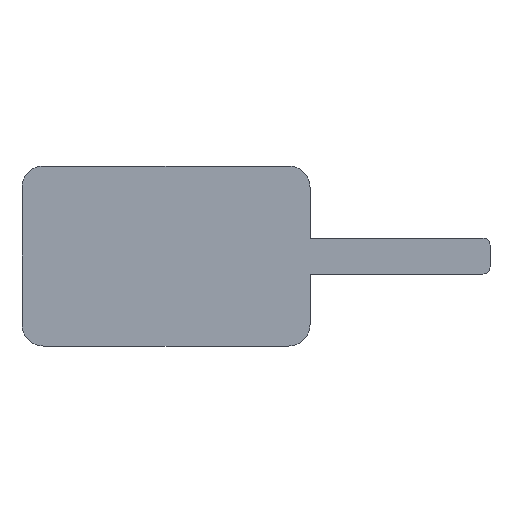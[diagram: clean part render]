
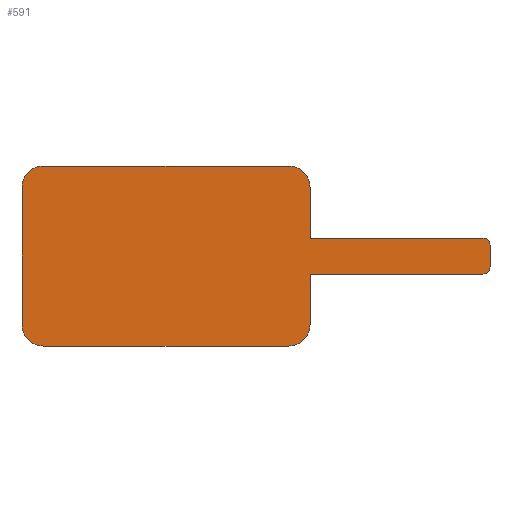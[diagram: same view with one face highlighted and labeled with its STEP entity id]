
A CAD part, front view. The second image highlights one B-rep face of the part: STEP entity #591.
In plain terms, the highlighted planar face has unit normal (0, -1, 0).
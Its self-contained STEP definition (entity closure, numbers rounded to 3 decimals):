
#22=CIRCLE('',#635,1.);
#31=CIRCLE('',#651,1.);
#32=CIRCLE('',#652,3.);
#33=CIRCLE('',#653,3.);
#34=CIRCLE('',#654,3.);
#35=CIRCLE('',#655,3.);
#73=FACE_OUTER_BOUND('',#108,.T.);
#108=EDGE_LOOP('',(#444,#445,#446,#447,#448,#449,#450,#451,#452,#453,#454,
#455,#456,#457));
#155=LINE('',#949,#213);
#157=LINE('',#953,#215);
#158=LINE('',#957,#216);
#159=LINE('',#959,#217);
#160=LINE('',#963,#218);
#161=LINE('',#967,#219);
#162=LINE('',#971,#220);
#163=LINE('',#974,#221);
#213=VECTOR('',#762,10.);
#215=VECTOR('',#766,10.);
#216=VECTOR('',#769,10.);
#217=VECTOR('',#770,10.);
#218=VECTOR('',#773,10.);
#219=VECTOR('',#776,10.);
#220=VECTOR('',#779,10.);
#221=VECTOR('',#782,10.);
#259=VERTEX_POINT('',#915);
#260=VERTEX_POINT('',#916);
#271=VERTEX_POINT('',#948);
#272=VERTEX_POINT('',#952);
#273=VERTEX_POINT('',#954);
#274=VERTEX_POINT('',#956);
#275=VERTEX_POINT('',#958);
#276=VERTEX_POINT('',#960);
#277=VERTEX_POINT('',#962);
#278=VERTEX_POINT('',#964);
#279=VERTEX_POINT('',#966);
#280=VERTEX_POINT('',#968);
#281=VERTEX_POINT('',#970);
#282=VERTEX_POINT('',#972);
#319=EDGE_CURVE('',#259,#260,#22,.T.);
#335=EDGE_CURVE('',#260,#271,#155,.T.);
#337=EDGE_CURVE('',#272,#259,#157,.T.);
#338=EDGE_CURVE('',#273,#272,#31,.T.);
#339=EDGE_CURVE('',#274,#273,#158,.T.);
#340=EDGE_CURVE('',#275,#274,#159,.T.);
#341=EDGE_CURVE('',#276,#275,#32,.T.);
#342=EDGE_CURVE('',#277,#276,#160,.T.);
#343=EDGE_CURVE('',#278,#277,#33,.T.);
#344=EDGE_CURVE('',#279,#278,#161,.T.);
#345=EDGE_CURVE('',#280,#279,#34,.T.);
#346=EDGE_CURVE('',#281,#280,#162,.T.);
#347=EDGE_CURVE('',#282,#281,#35,.T.);
#348=EDGE_CURVE('',#271,#282,#163,.T.);
#444=ORIENTED_EDGE('',*,*,#319,.F.);
#445=ORIENTED_EDGE('',*,*,#337,.F.);
#446=ORIENTED_EDGE('',*,*,#338,.F.);
#447=ORIENTED_EDGE('',*,*,#339,.F.);
#448=ORIENTED_EDGE('',*,*,#340,.F.);
#449=ORIENTED_EDGE('',*,*,#341,.F.);
#450=ORIENTED_EDGE('',*,*,#342,.F.);
#451=ORIENTED_EDGE('',*,*,#343,.F.);
#452=ORIENTED_EDGE('',*,*,#344,.F.);
#453=ORIENTED_EDGE('',*,*,#345,.F.);
#454=ORIENTED_EDGE('',*,*,#346,.F.);
#455=ORIENTED_EDGE('',*,*,#347,.F.);
#456=ORIENTED_EDGE('',*,*,#348,.F.);
#457=ORIENTED_EDGE('',*,*,#335,.F.);
#567=PLANE('',#650);
#591=ADVANCED_FACE('',(#73),#567,.F.);
#635=AXIS2_PLACEMENT_3D('',#917,#726,#727);
#650=AXIS2_PLACEMENT_3D('',#951,#764,#765);
#651=AXIS2_PLACEMENT_3D('',#955,#767,#768);
#652=AXIS2_PLACEMENT_3D('',#961,#771,#772);
#653=AXIS2_PLACEMENT_3D('',#965,#774,#775);
#654=AXIS2_PLACEMENT_3D('',#969,#777,#778);
#655=AXIS2_PLACEMENT_3D('',#973,#780,#781);
#726=DIRECTION('center_axis',(0.,1.,0.));
#727=DIRECTION('ref_axis',(0.707,0.,-0.707));
#762=DIRECTION('',(-1.,0.,0.));
#764=DIRECTION('center_axis',(0.,1.,0.));
#765=DIRECTION('ref_axis',(1.,0.,0.));
#766=DIRECTION('',(0.,0.,-1.));
#767=DIRECTION('center_axis',(0.,1.,0.));
#768=DIRECTION('ref_axis',(0.707,0.,0.707));
#769=DIRECTION('',(1.,0.,0.));
#770=DIRECTION('',(0.,0.,-1.));
#771=DIRECTION('center_axis',(0.,1.,0.));
#772=DIRECTION('ref_axis',(0.707,0.,0.707));
#773=DIRECTION('',(1.,0.,0.));
#774=DIRECTION('center_axis',(0.,1.,0.));
#775=DIRECTION('ref_axis',(-0.707,0.,0.707));
#776=DIRECTION('',(0.,0.,1.));
#777=DIRECTION('center_axis',(0.,1.,0.));
#778=DIRECTION('ref_axis',(-0.707,0.,-0.707));
#779=DIRECTION('',(-1.,0.,0.));
#780=DIRECTION('center_axis',(0.,1.,0.));
#781=DIRECTION('ref_axis',(0.707,0.,-0.707));
#782=DIRECTION('',(0.,0.,-1.));
#915=CARTESIAN_POINT('',(65.,0.,-14.));
#916=CARTESIAN_POINT('',(64.,0.,-15.));
#917=CARTESIAN_POINT('Origin',(64.,0.,-14.));
#948=CARTESIAN_POINT('',(40.,0.,-15.));
#949=CARTESIAN_POINT('',(65.,0.,-15.));
#951=CARTESIAN_POINT('Origin',(32.5,0.,-12.5));
#952=CARTESIAN_POINT('',(65.,0.,-11.));
#953=CARTESIAN_POINT('',(65.,0.,-10.));
#954=CARTESIAN_POINT('',(64.,0.,-10.));
#955=CARTESIAN_POINT('Origin',(64.,0.,-11.));
#956=CARTESIAN_POINT('',(40.,0.,-10.));
#957=CARTESIAN_POINT('',(15.,0.,-10.));
#958=CARTESIAN_POINT('',(40.,0.,-3.));
#959=CARTESIAN_POINT('',(40.,0.,0.));
#960=CARTESIAN_POINT('',(37.,0.,0.));
#961=CARTESIAN_POINT('Origin',(37.,0.,-3.));
#962=CARTESIAN_POINT('',(3.,0.,0.));
#963=CARTESIAN_POINT('',(0.,0.,0.));
#964=CARTESIAN_POINT('',(0.,0.,-3.));
#965=CARTESIAN_POINT('Origin',(3.,0.,-3.));
#966=CARTESIAN_POINT('',(0.,0.,-22.));
#967=CARTESIAN_POINT('',(0.,0.,-25.));
#968=CARTESIAN_POINT('',(3.,0.,-25.));
#969=CARTESIAN_POINT('Origin',(3.,0.,-22.));
#970=CARTESIAN_POINT('',(37.,0.,-25.));
#971=CARTESIAN_POINT('',(40.,0.,-25.));
#972=CARTESIAN_POINT('',(40.,0.,-22.));
#973=CARTESIAN_POINT('Origin',(37.,0.,-22.));
#974=CARTESIAN_POINT('',(40.,0.,0.));
